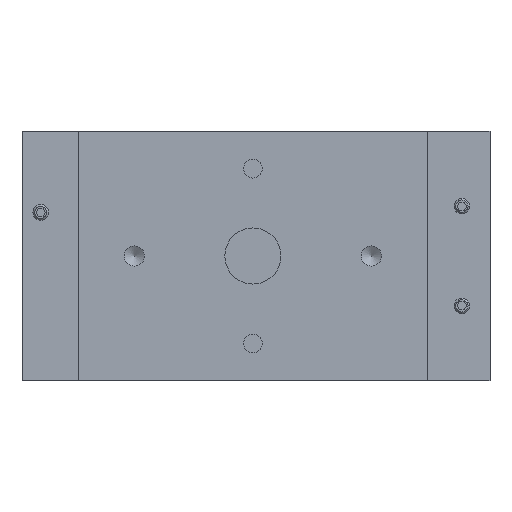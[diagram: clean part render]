
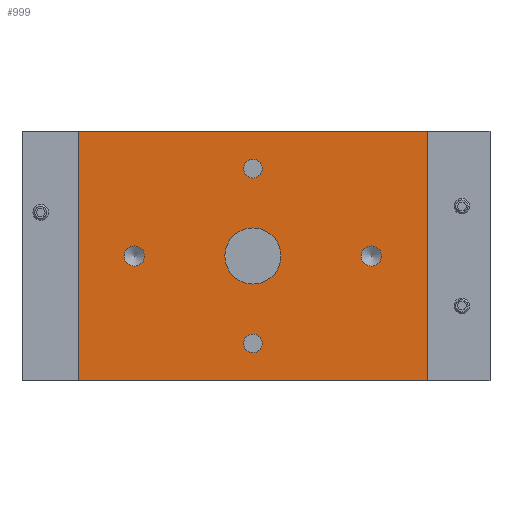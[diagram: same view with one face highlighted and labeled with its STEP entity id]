
A CAD part, front view. The second image highlights one B-rep face of the part: STEP entity #999.
In plain terms, the highlighted planar face has unit normal (0, -1, 0).
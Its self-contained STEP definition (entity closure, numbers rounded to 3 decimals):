
#999 = ADVANCED_FACE( '', ( #2118, #2119, #2120, #2121, #2122, #2123 ), #2124, .F. );
#2118 = FACE_BOUND( '', #3356, .T. );
#2119 = FACE_BOUND( '', #3357, .T. );
#2120 = FACE_BOUND( '', #3358, .T. );
#2121 = FACE_BOUND( '', #3359, .T. );
#2122 = FACE_BOUND( '', #3360, .T. );
#2123 = FACE_OUTER_BOUND( '', #3361, .T. );
#2124 = PLANE( '', #3362 );
#3356 = EDGE_LOOP( '', ( #5915 ) );
#3357 = EDGE_LOOP( '', ( #5916 ) );
#3358 = EDGE_LOOP( '', ( #5917 ) );
#3359 = EDGE_LOOP( '', ( #5918 ) );
#3360 = EDGE_LOOP( '', ( #5919 ) );
#3361 = EDGE_LOOP( '', ( #5920, #5921, #5922, #5923 ) );
#3362 = AXIS2_PLACEMENT_3D( '', #5924, #5925, #5926 );
#5915 = ORIENTED_EDGE( '', *, *, #7479, .F. );
#5916 = ORIENTED_EDGE( '', *, *, #7541, .F. );
#5917 = ORIENTED_EDGE( '', *, *, #7603, .F. );
#5918 = ORIENTED_EDGE( '', *, *, #7984, .F. );
#5919 = ORIENTED_EDGE( '', *, *, #7915, .F. );
#5920 = ORIENTED_EDGE( '', *, *, #7011, .T. );
#5921 = ORIENTED_EDGE( '', *, *, #7969, .F. );
#5922 = ORIENTED_EDGE( '', *, *, #7211, .F. );
#5923 = ORIENTED_EDGE( '', *, *, #7229, .T. );
#5924 = CARTESIAN_POINT( '', ( 28., 0., 20. ) );
#5925 = DIRECTION( '', ( 0., 1., 0. ) );
#5926 = DIRECTION( '', ( 0., 0., 1. ) );
#7011 = EDGE_CURVE( '', #8292, #8296, #8298, .T. );
#7211 = EDGE_CURVE( '', #8643, #8645, #8646, .T. );
#7229 = EDGE_CURVE( '', #8643, #8292, #8677, .T. );
#7479 = EDGE_CURVE( '', #9081, #9081, #9082, .T. );
#7541 = EDGE_CURVE( '', #9174, #9174, #9175, .T. );
#7603 = EDGE_CURVE( '', #9272, #9272, #9273, .T. );
#7915 = EDGE_CURVE( '', #9703, #9703, #9704, .T. );
#7969 = EDGE_CURVE( '', #8645, #8296, #9775, .T. );
#7984 = EDGE_CURVE( '', #9793, #9793, #9794, .T. );
#8292 = VERTEX_POINT( '', #10162 );
#8296 = VERTEX_POINT( '', #10168 );
#8298 = LINE( '', #10171, #10172 );
#8643 = VERTEX_POINT( '', #10643 );
#8645 = VERTEX_POINT( '', #10646 );
#8646 = LINE( '', #10647, #10648 );
#8677 = LINE( '', #10691, #10692 );
#9081 = VERTEX_POINT( '', #11259 );
#9082 = CIRCLE( '', #11260, 1.5 );
#9174 = VERTEX_POINT( '', #11390 );
#9175 = CIRCLE( '', #11391, 1.5 );
#9272 = VERTEX_POINT( '', #11529 );
#9273 = CIRCLE( '', #11530, 1.621 );
#9703 = VERTEX_POINT( '', #12130 );
#9704 = CIRCLE( '', #12131, 4.5 );
#9775 = LINE( '', #12232, #12233 );
#9793 = VERTEX_POINT( '', #12260 );
#9794 = CIRCLE( '', #12261, 1.621 );
#10162 = CARTESIAN_POINT( '', ( -28., 0., 20. ) );
#10168 = CARTESIAN_POINT( '', ( -28., 0., -20. ) );
#10171 = CARTESIAN_POINT( '', ( -28., 0., 20. ) );
#10172 = VECTOR( '', #12664, 1000. );
#10643 = CARTESIAN_POINT( '', ( 28., 0., 20. ) );
#10646 = CARTESIAN_POINT( '', ( 28., 0., -20. ) );
#10647 = CARTESIAN_POINT( '', ( 28., 0., 20. ) );
#10648 = VECTOR( '', #12888, 1000. );
#10691 = CARTESIAN_POINT( '', ( 28., 0., 20. ) );
#10692 = VECTOR( '', #12907, 1000. );
#11259 = CARTESIAN_POINT( '', ( 0., 0., 12.5 ) );
#11260 = AXIS2_PLACEMENT_3D( '', #13173, #13174, #13175 );
#11390 = CARTESIAN_POINT( '', ( 0., 0., -15.5 ) );
#11391 = AXIS2_PLACEMENT_3D( '', #13226, #13227, #13228 );
#11529 = CARTESIAN_POINT( '', ( -19., 0., -1.621 ) );
#11530 = AXIS2_PLACEMENT_3D( '', #13285, #13286, #13287 );
#12130 = CARTESIAN_POINT( '', ( 0., 0., -4.5 ) );
#12131 = AXIS2_PLACEMENT_3D( '', #13581, #13582, #13583 );
#12232 = CARTESIAN_POINT( '', ( 28., 0., -20. ) );
#12233 = VECTOR( '', #13626, 1000. );
#12260 = CARTESIAN_POINT( '', ( 19., 0., -1.621 ) );
#12261 = AXIS2_PLACEMENT_3D( '', #13639, #13640, #13641 );
#12664 = DIRECTION( '', ( 0., 0., -1. ) );
#12888 = DIRECTION( '', ( 0., 0., -1. ) );
#12907 = DIRECTION( '', ( -1., 0., 0. ) );
#13173 = CARTESIAN_POINT( '', ( 0., 0., 14. ) );
#13174 = DIRECTION( '', ( 0., -1., 0. ) );
#13175 = DIRECTION( '', ( 0., 0., -1. ) );
#13226 = CARTESIAN_POINT( '', ( 0., 0., -14. ) );
#13227 = DIRECTION( '', ( 0., -1., 0. ) );
#13228 = DIRECTION( '', ( 0., 0., -1. ) );
#13285 = CARTESIAN_POINT( '', ( -19., 0., 0. ) );
#13286 = DIRECTION( '', ( 0., -1., 0. ) );
#13287 = DIRECTION( '', ( 0., 0., -1. ) );
#13581 = CARTESIAN_POINT( '', ( 0., 0., 0. ) );
#13582 = DIRECTION( '', ( 0., -1., 0. ) );
#13583 = DIRECTION( '', ( 0., 0., -1. ) );
#13626 = DIRECTION( '', ( -1., 0., 0. ) );
#13639 = CARTESIAN_POINT( '', ( 19., 0., 0. ) );
#13640 = DIRECTION( '', ( 0., -1., 0. ) );
#13641 = DIRECTION( '', ( 0., 0., -1. ) );
